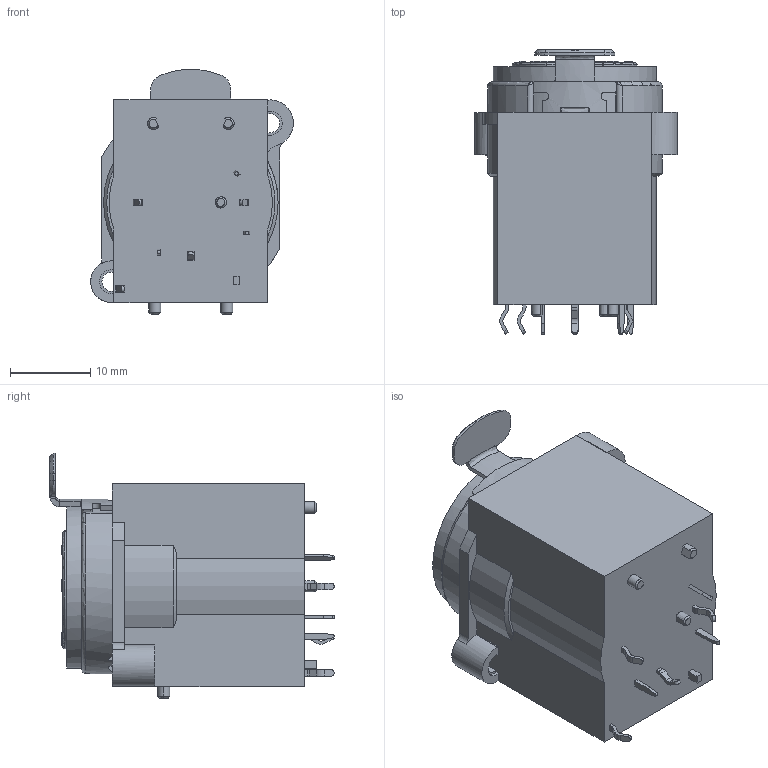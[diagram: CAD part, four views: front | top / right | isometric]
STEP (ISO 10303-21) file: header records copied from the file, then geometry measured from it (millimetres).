
FILE_DESCRIPTION((''),'2;1');
FILE_NAME('ASM0001_SW0001','2024-08-05T11:06:44',('jun.zhang'),(''),'CREO PARAMETRIC BY PTC INC, 2023424','CREO PARAMETRIC BY PTC INC, 2023424','');
FILE_SCHEMA(('AUTOMOTIVE_DESIGN { 1 0 10303 214 1 1 1 1 }'));
Length unit declared in the file: millimetre
Products named in the file (1): ASM0001_SW0001
Bounding box: 25.3 x 35.49 x 30.61 mm (x, y, z)
Volume: 14148.3 mm3; surface area: 4023.9 mm2
Topology: 1 solids, 1 shells, 717 faces, 1943 edges, 1259 vertices
Faces by surface type: plane 475, cylinder 127, cone 40, extrusion 37, bspline 22, torus 8, sphere 8
Entity records: 29090 total; most frequent: CARTESIAN_POINT 5847, ORIENTED_EDGE 3866, DIRECTION 3503, EDGE_CURVE 1933, VECTOR 1351, LINE 1314, VERTEX_POINT 1259, AXIS2_PLACEMENT_3D 1076
